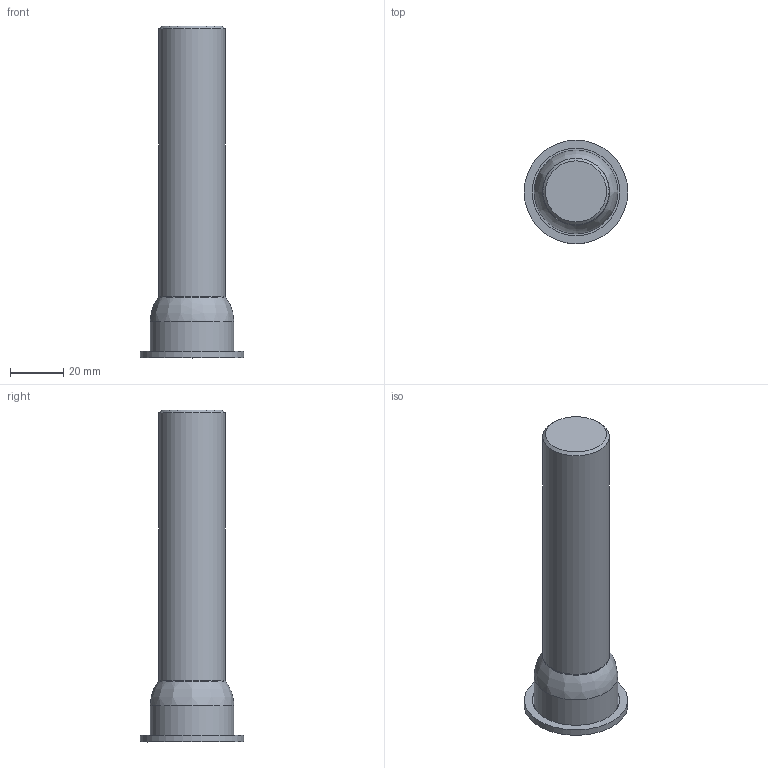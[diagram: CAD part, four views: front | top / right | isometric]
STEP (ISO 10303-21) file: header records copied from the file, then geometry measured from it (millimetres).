
FILE_DESCRIPTION(/* description */ ('3-D model version:1'),/* implementation_level */ '2;1');
FILE_NAME(/* name */ '328-039B25-13M',/* time_stamp */ '2016-03-24T11:27:01+01:00',/* author */ ('InteractiveCad'),/* organization */ ('AB Sandvik Coromant'),/* preprocessor_version */ 'ST-DEVELOPER v15',/* originating_system */ 'SIEMENS PLM Software NX 8.5',/* authorisation */ '');
FILE_SCHEMA (('AP203_CONFIGURATION_CONTROLLED_3D_DESIGN_OF_MECHANICAL_PARTS_AND_ASSEMBLIES_MIM_LF { 1 0 10303 403 2 1 2}'));
Length unit declared in the file: millimetre
Products named in the file (1): 328_039B25_13M_SIM
Bounding box: 39 x 39 x 125 mm (x, y, z)
Volume: 68038.1 mm3; surface area: 12968.4 mm2
Topology: 2 solids, 2 shells, 13 faces, 20 edges, 12 vertices
Faces by surface type: cylinder 5, plane 5, bspline 1, torus 1, cone 1
Full cylindrical faces by diameter (mm): 25 x1, 31.5 x1, 33 x1, 33.5 x1, 39 x1
Entity records: 381 total; most frequent: CARTESIAN_POINT 65, DIRECTION 50, AXIS2_PLACEMENT_3D 25, EDGE_LOOP 24, ORIENTED_EDGE 24, FACE_BOUND 22, ADVANCED_FACE 13, VERTEX_POINT 12
